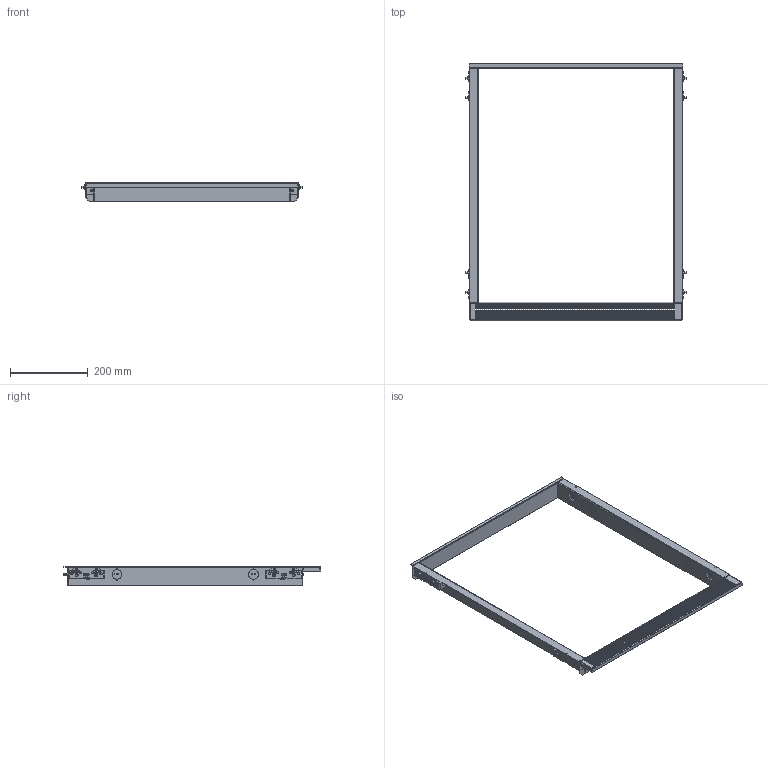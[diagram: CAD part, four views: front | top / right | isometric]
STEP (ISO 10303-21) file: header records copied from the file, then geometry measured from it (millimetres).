
FILE_DESCRIPTION(('STEP AP214'),'1');
FILE_NAME('cctmp_7020F71A-4857-45E7-9213-231B653764B5_2024_05_06_11_43_20_0186..stp','2024-05-06T09:43:21',('SIEMENS A&D'),('CADClick - www.CADClick.com'),'Spatial InterOp 3D',' ','unknown authorization');
FILE_SCHEMA(('AUTOMOTIVE_DESIGN'));
Length unit declared in the file: millimetre
Products named in the file (23): cc_unnamed; 2024_05_06_11_43_20_0155; 2024_05_06_11_43_20_0124; 2024_05_06_11_43_20_0092; 2024_05_06_11_43_20_0061; 2024_05_06_11_43_20_0030; 2024_05_06_11_43_19_0999; 2024_05_06_11_43_19_0967; 2024_05_06_11_43_19_0936; 2024_05_06_11_43_19_0905; 2024_05_06_11_43_19_0874; 2024_05_06_11_43_19_0811; 2024_05_06_11_43_19_0780; 2024_05_06_11_43_19_0749; 2024_05_06_11_43_19_0717; 2024_05_06_11_43_19_0655; 2024_05_06_11_43_19_0624; 2024_05_06_11_43_19_0592; 2024_05_06_11_43_19_0561; 2024_05_06_11_43_19_0499; 2024_05_06_11_43_19_0467; 2024_05_06_11_43_19_0436; 2024_05_06_11_43_19_0405
Assembly tree (22 placements, depth 2):
  cc_unnamed
    2024_05_06_11_43_20_0155
    2024_05_06_11_43_20_0124
    2024_05_06_11_43_20_0092
    2024_05_06_11_43_20_0061
    2024_05_06_11_43_20_0030
    2024_05_06_11_43_19_0999
    2024_05_06_11_43_19_0967
    2024_05_06_11_43_19_0936
    2024_05_06_11_43_19_0905
    2024_05_06_11_43_19_0874
    2024_05_06_11_43_19_0811
    2024_05_06_11_43_19_0780
    2024_05_06_11_43_19_0749
    2024_05_06_11_43_19_0717
    2024_05_06_11_43_19_0655
    2024_05_06_11_43_19_0624
    2024_05_06_11_43_19_0592
    2024_05_06_11_43_19_0561
    2024_05_06_11_43_19_0499
    2024_05_06_11_43_19_0467
    2024_05_06_11_43_19_0436
    2024_05_06_11_43_19_0405
Bounding box: 567 x 662 x 48 mm (x, y, z)
Volume: 326621.5 mm3; surface area: 398377.7 mm2
Topology: 22 solids, 22 shells, 1578 faces, 4268 edges, 2800 vertices
Faces by surface type: plane 996, cylinder 494, cone 88
Entity records: 65264 total; most frequent: CARTESIAN_POINT 10773, ORIENTED_EDGE 8536, DIRECTION 8490, EDGE_CURVE 4268, LINE 3040, VECTOR 3040, VERTEX_POINT 2800, AXIS2_PLACEMENT_3D 2725
